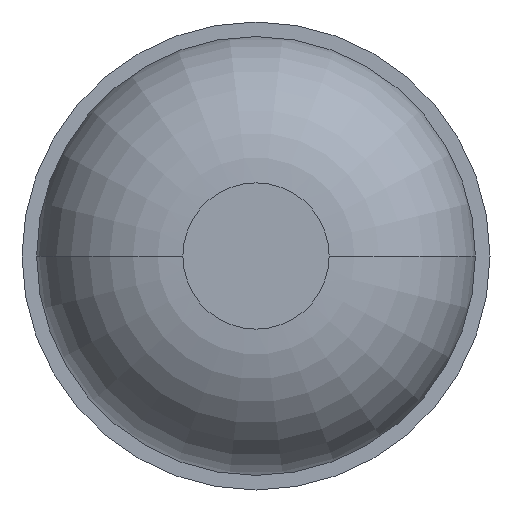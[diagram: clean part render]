
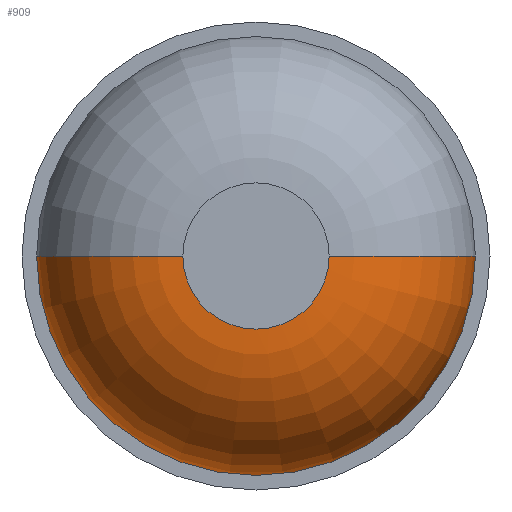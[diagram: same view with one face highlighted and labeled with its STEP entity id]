
A CAD part, front view. The second image highlights one B-rep face of the part: STEP entity #909.
In plain terms, the highlighted toroidal (fillet/blend) face has major radius 0.125 mm and minor radius 0.25 mm.
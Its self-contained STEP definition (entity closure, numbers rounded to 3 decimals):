
#164 = ORIENTED_EDGE ( 'NONE', *, *, #1423, .F. ) ;
#218 = TOROIDAL_SURFACE ( 'NONE', #1661, 0.125, 0.25 ) ;
#261 = ORIENTED_EDGE ( 'NONE', *, *, #1916, .F. ) ;
#335 = DIRECTION ( 'NONE',  ( 0., 0., -1. ) ) ;
#458 = DIRECTION ( 'NONE',  ( 0., -1., 0. ) ) ;
#868 = VERTEX_POINT ( 'NONE', #3243 ) ;
#909 = ADVANCED_FACE ( 'Defeature ausgef�hrt1_2', ( #2080 ), #218, .T. ) ;
#943 = AXIS2_PLACEMENT_3D ( 'NONE', #2987, #335, #2416 ) ;
#1015 = DIRECTION ( 'NONE',  ( 1., 0., 0. ) ) ;
#1188 = VERTEX_POINT ( 'NONE', #2071 ) ;
#1237 = DIRECTION ( 'NONE',  ( 0., 1., 0. ) ) ;
#1370 = CARTESIAN_POINT ( 'NONE',  ( 0.125, -31.3, 0. ) ) ;
#1423 = EDGE_CURVE ( 'Defeature ausgef�hrt1_1+Defeature ausgef�hrt1_2+Defeature ausgef�hrt1_2+Defeature ausgef�hrt1_2', #868, #3761, #3199, .T. ) ;
#1467 = VERTEX_POINT ( 'NONE', #2190 ) ;
#1509 = AXIS2_PLACEMENT_3D ( 'NONE', #2231, #458, #1015 ) ;
#1605 = DIRECTION ( 'NONE',  ( 1., 0., 0. ) ) ;
#1661 = AXIS2_PLACEMENT_3D ( 'NONE', #1872, #3063, #1605 ) ;
#1697 = ORIENTED_EDGE ( 'NONE', *, *, #3598, .T. ) ;
#1755 = CIRCLE ( 'NONE', #2353, 0.375 ) ;
#1872 = CARTESIAN_POINT ( 'NONE',  ( 0., -31.05, 0. ) ) ;
#1916 = EDGE_CURVE ( 'Defeature ausgef�hrt1_0+Defeature ausgef�hrt1_2+Defeature ausgef�hrt1_2+Defeature ausgef�hrt1_2', #1188, #1467, #1755, .T. ) ;
#2071 = CARTESIAN_POINT ( 'NONE',  ( 0.375, -31.05, 0. ) ) ;
#2080 = FACE_OUTER_BOUND ( 'NONE', #2340, .T. ) ;
#2157 = AXIS2_PLACEMENT_3D ( 'NONE', #3567, #2954, #3225 ) ;
#2190 = CARTESIAN_POINT ( 'NONE',  ( -0.375, -31.05, 0. ) ) ;
#2217 = ORIENTED_EDGE ( 'NONE', *, *, #2280, .F. ) ;
#2231 = CARTESIAN_POINT ( 'NONE',  ( 0., -31.3, 0. ) ) ;
#2280 = EDGE_CURVE ( 'NONE', #3761, #1188, #3147, .T. ) ;
#2340 = EDGE_LOOP ( 'NONE', ( #164, #1697, #261, #2217 ) ) ;
#2353 = AXIS2_PLACEMENT_3D ( 'NONE', #3345, #1237, #2434 ) ;
#2416 = DIRECTION ( 'NONE',  ( -1., 0., 0. ) ) ;
#2434 = DIRECTION ( 'NONE',  ( 1., 0., 0. ) ) ;
#2954 = DIRECTION ( 'NONE',  ( 0., 0., 1. ) ) ;
#2987 = CARTESIAN_POINT ( 'NONE',  ( -0.125, -31.05, 0. ) ) ;
#3063 = DIRECTION ( 'NONE',  ( 0., 1., 0. ) ) ;
#3147 = CIRCLE ( 'NONE', #2157, 0.25 ) ;
#3199 = CIRCLE ( 'NONE', #1509, 0.125 ) ;
#3225 = DIRECTION ( 'NONE',  ( 1., 0., 0. ) ) ;
#3243 = CARTESIAN_POINT ( 'NONE',  ( -0.125, -31.3, 0. ) ) ;
#3333 = CIRCLE ( 'NONE', #943, 0.25 ) ;
#3345 = CARTESIAN_POINT ( 'NONE',  ( 0., -31.05, 0. ) ) ;
#3567 = CARTESIAN_POINT ( 'NONE',  ( 0.125, -31.05, 0. ) ) ;
#3598 = EDGE_CURVE ( 'NONE', #868, #1467, #3333, .T. ) ;
#3761 = VERTEX_POINT ( 'NONE', #1370 ) ;
